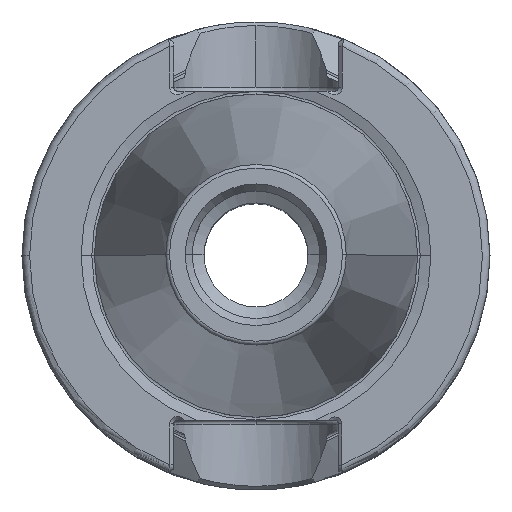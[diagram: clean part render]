
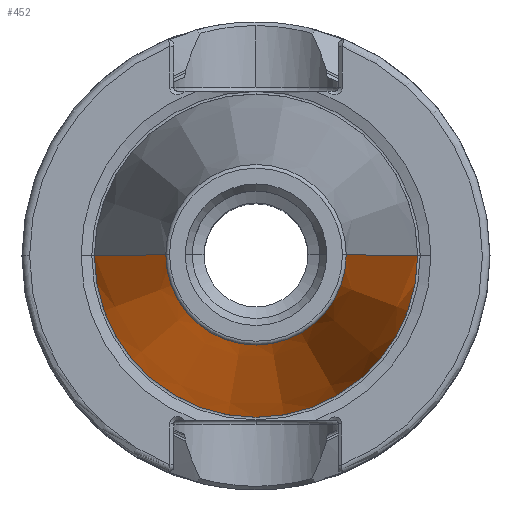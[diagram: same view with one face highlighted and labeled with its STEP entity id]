
A CAD part, top view. The second image highlights one B-rep face of the part: STEP entity #452.
In plain terms, the highlighted conical face has half-angle 8.298 degrees and reference radius 8.816 mm.
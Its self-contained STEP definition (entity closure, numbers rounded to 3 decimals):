
#209 = CARTESIAN_POINT ( 'NONE',  ( 0., 0., 0. ) ) ;
#440 = EDGE_CURVE ( 'NONE', #4184, #4926, #5972, .T. ) ;
#452 = ADVANCED_FACE ( 'NONE', ( #1095 ), #2203, .T. ) ;
#686 = DIRECTION ( 'NONE',  ( -1., 0., 0. ) ) ;
#769 = CIRCLE ( 'NONE', #3861, 8.863 ) ;
#1088 = DIRECTION ( 'NONE',  ( 0., 0., -1. ) ) ;
#1095 = FACE_OUTER_BOUND ( 'NONE', #5963, .T. ) ;
#1342 = CARTESIAN_POINT ( 'NONE',  ( 8.863, 0., 48.079 ) ) ;
#1560 = ORIENTED_EDGE ( 'NONE', *, *, #5613, .T. ) ;
#1630 = VERTEX_POINT ( 'NONE', #2614 ) ;
#1714 = CARTESIAN_POINT ( 'NONE',  ( 8.816, 0., 48.4 ) ) ;
#1748 = ORIENTED_EDGE ( 'NONE', *, *, #5044, .F. ) ;
#2203 = CONICAL_SURFACE ( 'NONE', #5696, 8.816, 0.145 ) ;
#2212 = ORIENTED_EDGE ( 'NONE', *, *, #4969, .F. ) ;
#2215 = AXIS2_PLACEMENT_3D ( 'NONE', #209, #3518, #686 ) ;
#2361 = VERTEX_POINT ( 'NONE', #1342 ) ;
#2614 = CARTESIAN_POINT ( 'NONE',  ( 15.875, 0., 0. ) ) ;
#2660 = DIRECTION ( 'NONE',  ( 0.144, 0., -0.99 ) ) ;
#2707 = DIRECTION ( 'NONE',  ( -1., 0., 0. ) ) ;
#3002 = DIRECTION ( 'NONE',  ( 0., 0., -1. ) ) ;
#3102 = LINE ( 'NONE', #1714, #4065 ) ;
#3343 = CARTESIAN_POINT ( 'NONE',  ( -8.863, 0., 48.079 ) ) ;
#3518 = DIRECTION ( 'NONE',  ( 0., 0., -1. ) ) ;
#3577 = CARTESIAN_POINT ( 'NONE',  ( -15.875, 0., 0. ) ) ;
#3822 = ORIENTED_EDGE ( 'NONE', *, *, #440, .T. ) ;
#3861 = AXIS2_PLACEMENT_3D ( 'NONE', #3917, #1088, #4388 ) ;
#3875 = CIRCLE ( 'NONE', #2215, 15.875 ) ;
#3917 = CARTESIAN_POINT ( 'NONE',  ( 0., 0., 48.079 ) ) ;
#4065 = VECTOR ( 'NONE', #2660, 1000. ) ;
#4184 = VERTEX_POINT ( 'NONE', #3343 ) ;
#4388 = DIRECTION ( 'NONE',  ( 1., 0., 0. ) ) ;
#4412 = CARTESIAN_POINT ( 'NONE',  ( 0., 0., 48.4 ) ) ;
#4729 = VECTOR ( 'NONE', #5358, 1000. ) ;
#4926 = VERTEX_POINT ( 'NONE', #3577 ) ;
#4969 = EDGE_CURVE ( 'NONE', #2361, #1630, #3102, .T. ) ;
#5030 = CARTESIAN_POINT ( 'NONE',  ( -8.816, 0., 48.4 ) ) ;
#5044 = EDGE_CURVE ( 'NONE', #1630, #4926, #3875, .T. ) ;
#5358 = DIRECTION ( 'NONE',  ( -0.144, 0., -0.99 ) ) ;
#5613 = EDGE_CURVE ( 'NONE', #2361, #4184, #769, .T. ) ;
#5696 = AXIS2_PLACEMENT_3D ( 'NONE', #4412, #3002, #2707 ) ;
#5963 = EDGE_LOOP ( 'NONE', ( #2212, #1560, #3822, #1748 ) ) ;
#5972 = LINE ( 'NONE', #5030, #4729 ) ;
